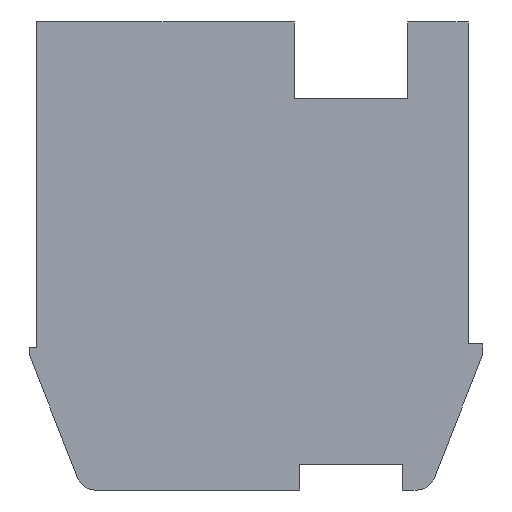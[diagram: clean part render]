
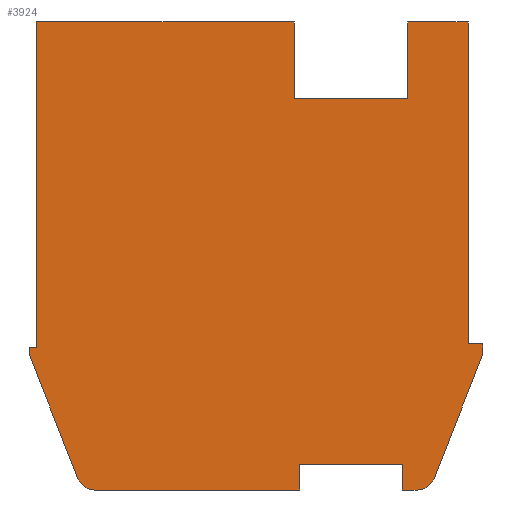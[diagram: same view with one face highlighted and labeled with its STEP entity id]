
A CAD part, front view. The second image highlights one B-rep face of the part: STEP entity #3924.
In plain terms, the highlighted planar face has unit normal (0, -1, 0).
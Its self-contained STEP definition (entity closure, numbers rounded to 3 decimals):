
#1=DIRECTION('',(-0.365,0.,-0.931));
#2=VECTOR('',#1,3.633);
#3=CARTESIAN_POINT('',(6.2,0.,-2.7));
#4=LINE('',#3,#2);
#5=CARTESIAN_POINT('',(4.409,0.,-5.9));
#6=DIRECTION('',(0.,1.,0.));
#7=DIRECTION('',(0.931,0.,-0.365));
#8=AXIS2_PLACEMENT_3D('',#5,#6,#7);
#10=DIRECTION('',(-1.,0.,0.));
#11=VECTOR('',#10,0.409);
#12=CARTESIAN_POINT('',(4.409,0.,-6.4));
#13=LINE('',#12,#11);
#14=DIRECTION('',(0.,0.,1.));
#15=VECTOR('',#14,0.7);
#16=CARTESIAN_POINT('',(4.,0.,-6.4));
#17=LINE('',#16,#15);
#18=DIRECTION('',(-1.,0.,0.));
#19=VECTOR('',#18,2.8);
#20=CARTESIAN_POINT('',(4.,0.,-5.7));
#21=LINE('',#20,#19);
#22=DIRECTION('',(0.,0.,-1.));
#23=VECTOR('',#22,0.7);
#24=CARTESIAN_POINT('',(1.2,0.,-5.7));
#25=LINE('',#24,#23);
#26=DIRECTION('',(-1.,0.,0.));
#27=VECTOR('',#26,5.609);
#28=CARTESIAN_POINT('',(1.2,0.,-6.4));
#29=LINE('',#28,#27);
#30=CARTESIAN_POINT('',(-4.409,0.,-5.9));
#31=DIRECTION('',(0.,1.,0.));
#32=DIRECTION('',(0.,0.,-1.));
#33=AXIS2_PLACEMENT_3D('',#30,#31,#32);
#35=DIRECTION('',(-0.365,0.,0.931));
#36=VECTOR('',#35,3.633);
#37=CARTESIAN_POINT('',(-4.874,0.,-6.082));
#38=LINE('',#37,#36);
#39=DIRECTION('',(0.,0.,1.));
#40=VECTOR('',#39,0.2);
#41=CARTESIAN_POINT('',(-6.2,0.,-2.7));
#42=LINE('',#41,#40);
#43=DIRECTION('',(1.,0.,0.));
#44=VECTOR('',#43,0.2);
#45=CARTESIAN_POINT('',(-6.2,0.,-2.5));
#46=LINE('',#45,#44);
#47=DIRECTION('',(0.,0.,1.));
#48=VECTOR('',#47,8.9);
#49=CARTESIAN_POINT('',(-6.,0.,-2.5));
#50=LINE('',#49,#48);
#51=DIRECTION('',(1.,0.,0.));
#52=VECTOR('',#51,7.05);
#53=CARTESIAN_POINT('',(-6.,0.,6.4));
#54=LINE('',#53,#52);
#55=DIRECTION('',(0.,0.,-1.));
#56=VECTOR('',#55,2.1);
#57=CARTESIAN_POINT('',(1.05,0.,6.4));
#58=LINE('',#57,#56);
#59=DIRECTION('',(1.,0.,0.));
#60=VECTOR('',#59,3.1);
#61=CARTESIAN_POINT('',(1.05,0.,4.3));
#62=LINE('',#61,#60);
#63=DIRECTION('',(0.,0.,1.));
#64=VECTOR('',#63,2.1);
#65=CARTESIAN_POINT('',(4.15,0.,4.3));
#66=LINE('',#65,#64);
#67=DIRECTION('',(1.,0.,0.));
#68=VECTOR('',#67,1.65);
#69=CARTESIAN_POINT('',(4.15,0.,6.4));
#70=LINE('',#69,#68);
#71=DIRECTION('',(0.,0.,-1.));
#72=VECTOR('',#71,8.8);
#73=CARTESIAN_POINT('',(5.8,0.,6.4));
#74=LINE('',#73,#72);
#75=DIRECTION('',(1.,0.,0.));
#76=VECTOR('',#75,0.4);
#77=CARTESIAN_POINT('',(5.8,0.,-2.4));
#78=LINE('',#77,#76);
#79=DIRECTION('',(0.,0.,-1.));
#80=VECTOR('',#79,0.3);
#81=CARTESIAN_POINT('',(6.2,0.,-2.4));
#82=LINE('',#81,#80);
#2957=CARTESIAN_POINT('',(6.2,0.,-2.7));
#2958=CARTESIAN_POINT('',(4.874,0.,-6.082));
#2959=VERTEX_POINT('',#2957);
#2960=VERTEX_POINT('',#2958);
#2961=CARTESIAN_POINT('',(4.409,0.,-6.4));
#2962=VERTEX_POINT('',#2961);
#2963=CARTESIAN_POINT('',(4.,0.,-6.4));
#2964=VERTEX_POINT('',#2963);
#2965=CARTESIAN_POINT('',(4.,0.,-5.7));
#2966=VERTEX_POINT('',#2965);
#2967=CARTESIAN_POINT('',(1.2,0.,-5.7));
#2968=VERTEX_POINT('',#2967);
#2969=CARTESIAN_POINT('',(1.2,0.,-6.4));
#2970=VERTEX_POINT('',#2969);
#2971=CARTESIAN_POINT('',(-4.409,0.,-6.4));
#2972=VERTEX_POINT('',#2971);
#2973=CARTESIAN_POINT('',(-4.874,0.,-6.082));
#2974=VERTEX_POINT('',#2973);
#2975=CARTESIAN_POINT('',(-6.2,0.,-2.7));
#2976=VERTEX_POINT('',#2975);
#2977=CARTESIAN_POINT('',(-6.2,0.,-2.5));
#2978=VERTEX_POINT('',#2977);
#2979=CARTESIAN_POINT('',(-6.,0.,-2.5));
#2980=VERTEX_POINT('',#2979);
#2981=CARTESIAN_POINT('',(-6.,0.,6.4));
#2982=VERTEX_POINT('',#2981);
#2983=CARTESIAN_POINT('',(1.05,0.,6.4));
#2984=VERTEX_POINT('',#2983);
#2985=CARTESIAN_POINT('',(1.05,0.,4.3));
#2986=VERTEX_POINT('',#2985);
#2987=CARTESIAN_POINT('',(4.15,0.,4.3));
#2988=VERTEX_POINT('',#2987);
#2989=CARTESIAN_POINT('',(4.15,0.,6.4));
#2990=VERTEX_POINT('',#2989);
#2991=CARTESIAN_POINT('',(5.8,0.,6.4));
#2992=VERTEX_POINT('',#2991);
#2993=CARTESIAN_POINT('',(5.8,0.,-2.4));
#2994=VERTEX_POINT('',#2993);
#2995=CARTESIAN_POINT('',(6.2,0.,-2.4));
#2996=VERTEX_POINT('',#2995);
#3877=CARTESIAN_POINT('',(0.,0.,0.));
#3878=DIRECTION('',(0.,1.,0.));
#3879=DIRECTION('',(1.,0.,0.));
#3880=AXIS2_PLACEMENT_3D('',#3877,#3878,#3879);
#3881=PLANE('',#3880);
#3883=ORIENTED_EDGE('',*,*,#3882,.T.);
#3885=ORIENTED_EDGE('',*,*,#3884,.T.);
#3887=ORIENTED_EDGE('',*,*,#3886,.T.);
#3889=ORIENTED_EDGE('',*,*,#3888,.T.);
#3891=ORIENTED_EDGE('',*,*,#3890,.T.);
#3893=ORIENTED_EDGE('',*,*,#3892,.T.);
#3895=ORIENTED_EDGE('',*,*,#3894,.T.);
#3897=ORIENTED_EDGE('',*,*,#3896,.T.);
#3899=ORIENTED_EDGE('',*,*,#3898,.T.);
#3901=ORIENTED_EDGE('',*,*,#3900,.T.);
#3903=ORIENTED_EDGE('',*,*,#3902,.T.);
#3905=ORIENTED_EDGE('',*,*,#3904,.T.);
#3907=ORIENTED_EDGE('',*,*,#3906,.T.);
#3909=ORIENTED_EDGE('',*,*,#3908,.T.);
#3911=ORIENTED_EDGE('',*,*,#3910,.T.);
#3913=ORIENTED_EDGE('',*,*,#3912,.T.);
#3915=ORIENTED_EDGE('',*,*,#3914,.T.);
#3917=ORIENTED_EDGE('',*,*,#3916,.T.);
#3919=ORIENTED_EDGE('',*,*,#3918,.T.);
#3921=ORIENTED_EDGE('',*,*,#3920,.T.);
#3922=EDGE_LOOP('',(#3883,#3885,#3887,#3889,#3891,#3893,#3895,#3897,#3899,#3901,
#3903,#3905,#3907,#3909,#3911,#3913,#3915,#3917,#3919,#3921));
#3923=FACE_OUTER_BOUND('',#3922,.F.);
#3924=ADVANCED_FACE('',(#3923),#3881,.F.);
#9=CIRCLE('',#8,0.5);
#34=CIRCLE('',#33,0.5);
#3882=EDGE_CURVE('',#2959,#2960,#4,.T.);
#3884=EDGE_CURVE('',#2960,#2962,#9,.T.);
#3886=EDGE_CURVE('',#2962,#2964,#13,.T.);
#3888=EDGE_CURVE('',#2964,#2966,#17,.T.);
#3890=EDGE_CURVE('',#2966,#2968,#21,.T.);
#3892=EDGE_CURVE('',#2968,#2970,#25,.T.);
#3894=EDGE_CURVE('',#2970,#2972,#29,.T.);
#3896=EDGE_CURVE('',#2972,#2974,#34,.T.);
#3898=EDGE_CURVE('',#2974,#2976,#38,.T.);
#3900=EDGE_CURVE('',#2976,#2978,#42,.T.);
#3902=EDGE_CURVE('',#2978,#2980,#46,.T.);
#3904=EDGE_CURVE('',#2980,#2982,#50,.T.);
#3906=EDGE_CURVE('',#2982,#2984,#54,.T.);
#3908=EDGE_CURVE('',#2984,#2986,#58,.T.);
#3910=EDGE_CURVE('',#2986,#2988,#62,.T.);
#3912=EDGE_CURVE('',#2988,#2990,#66,.T.);
#3914=EDGE_CURVE('',#2990,#2992,#70,.T.);
#3916=EDGE_CURVE('',#2992,#2994,#74,.T.);
#3918=EDGE_CURVE('',#2994,#2996,#78,.T.);
#3920=EDGE_CURVE('',#2996,#2959,#82,.T.);
